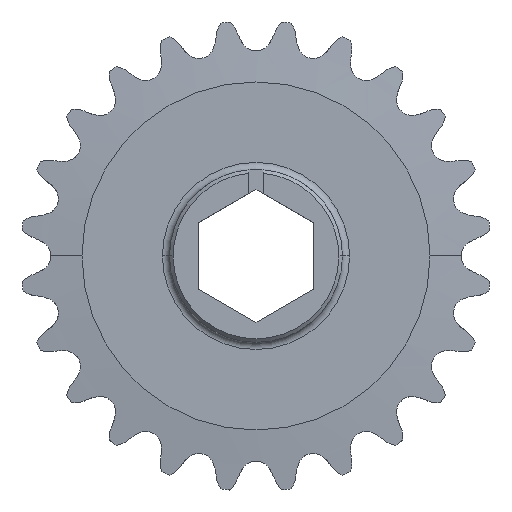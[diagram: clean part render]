
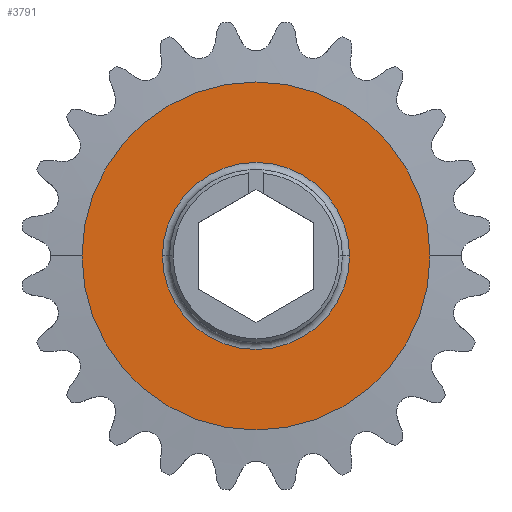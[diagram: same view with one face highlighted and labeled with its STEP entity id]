
A CAD part, top view. The second image highlights one B-rep face of the part: STEP entity #3791.
In plain terms, the highlighted planar face has unit normal (0, 0, 1).
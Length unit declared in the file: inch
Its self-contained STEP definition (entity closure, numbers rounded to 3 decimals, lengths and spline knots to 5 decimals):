
#438 = DIRECTION ( 'NONE',  ( -1., 0., 0. ) ) ;
#668 = CARTESIAN_POINT ( 'NONE',  ( 0., 0., 0.05906 ) ) ;
#683 = DIRECTION ( 'NONE',  ( 0., 0., -1. ) ) ;
#771 = CARTESIAN_POINT ( 'NONE',  ( 0., 0., 0.05906 ) ) ;
#1029 = CARTESIAN_POINT ( 'NONE',  ( 0.75573, 0., 0.05906 ) ) ;
#1121 = ORIENTED_EDGE ( 'NONE', *, *, #5714, .T. ) ;
#1204 = EDGE_LOOP ( 'NONE', ( #1121, #4968 ) ) ;
#1304 = ORIENTED_EDGE ( 'NONE', *, *, #5396, .T. ) ;
#1349 = FACE_OUTER_BOUND ( 'NONE', #1204, .T. ) ;
#1582 = ORIENTED_EDGE ( 'NONE', *, *, #2569, .T. ) ;
#1745 = CARTESIAN_POINT ( 'NONE',  ( 0., 0., 0.05906 ) ) ;
#2335 = CIRCLE ( 'NONE', #4599, 0.40625 ) ;
#2569 = EDGE_CURVE ( 'NONE', #4707, #6332, #2335, .T. ) ;
#2581 = CARTESIAN_POINT ( 'NONE',  ( 0., 0., 0.05906 ) ) ;
#3461 = PLANE ( 'NONE',  #4045 ) ;
#3791 = ADVANCED_FACE ( 'NONE', ( #6785, #1349 ), #3461, .F. ) ;
#3871 = CARTESIAN_POINT ( 'NONE',  ( -0.40625, 0., 0.05906 ) ) ;
#3904 = DIRECTION ( 'NONE',  ( -1., 0., 0. ) ) ;
#4045 = AXIS2_PLACEMENT_3D ( 'NONE', #5506, #683, #7444 ) ;
#4599 = AXIS2_PLACEMENT_3D ( 'NONE', #1745, #8646, #3904 ) ;
#4707 = VERTEX_POINT ( 'NONE', #3871 ) ;
#4771 = AXIS2_PLACEMENT_3D ( 'NONE', #668, #7961, #7298 ) ;
#4968 = ORIENTED_EDGE ( 'NONE', *, *, #8169, .T. ) ;
#5396 = EDGE_CURVE ( 'NONE', #6332, #4707, #8024, .T. ) ;
#5506 = CARTESIAN_POINT ( 'NONE',  ( 0., 0., 0.05906 ) ) ;
#5570 = CARTESIAN_POINT ( 'NONE',  ( 0.40625, 0., 0.05906 ) ) ;
#5584 = VERTEX_POINT ( 'NONE', #1029 ) ;
#5714 = EDGE_CURVE ( 'NONE', #6160, #5584, #6190, .T. ) ;
#5971 = CARTESIAN_POINT ( 'NONE',  ( -0.75573, 0., 0.05906 ) ) ;
#6160 = VERTEX_POINT ( 'NONE', #5971 ) ;
#6190 = CIRCLE ( 'NONE', #4771, 0.75573 ) ;
#6219 = CIRCLE ( 'NONE', #7344, 0.75573 ) ;
#6332 = VERTEX_POINT ( 'NONE', #5570 ) ;
#6759 = AXIS2_PLACEMENT_3D ( 'NONE', #2581, #7984, #438 ) ;
#6785 = FACE_BOUND ( 'NONE', #8227, .T. ) ;
#6830 = DIRECTION ( 'NONE',  ( 1., 0., 0. ) ) ;
#6876 = DIRECTION ( 'NONE',  ( 0., 0., 1. ) ) ;
#7298 = DIRECTION ( 'NONE',  ( 1., 0., 0. ) ) ;
#7344 = AXIS2_PLACEMENT_3D ( 'NONE', #771, #6876, #6830 ) ;
#7444 = DIRECTION ( 'NONE',  ( -1., 0., 0. ) ) ;
#7961 = DIRECTION ( 'NONE',  ( 0., 0., 1. ) ) ;
#7984 = DIRECTION ( 'NONE',  ( 0., 0., -1. ) ) ;
#8024 = CIRCLE ( 'NONE', #6759, 0.40625 ) ;
#8169 = EDGE_CURVE ( 'NONE', #5584, #6160, #6219, .T. ) ;
#8227 = EDGE_LOOP ( 'NONE', ( #1582, #1304 ) ) ;
#8646 = DIRECTION ( 'NONE',  ( 0., 0., -1. ) ) ;
